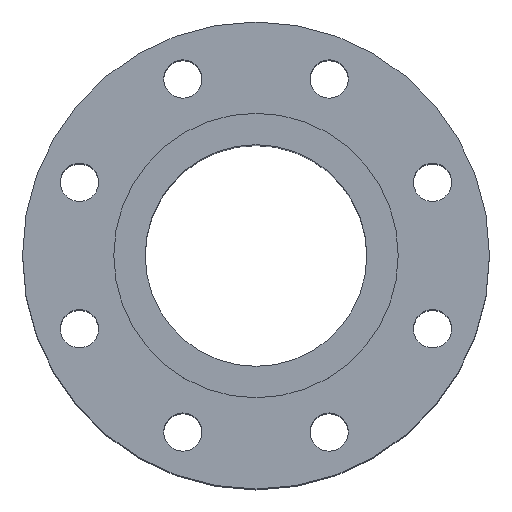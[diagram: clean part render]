
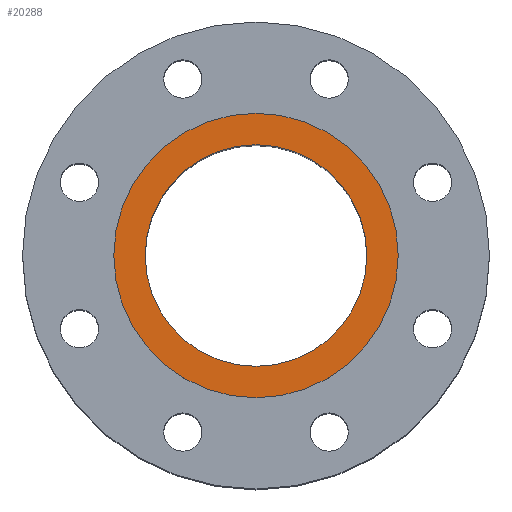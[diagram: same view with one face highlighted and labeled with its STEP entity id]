
A CAD part, top view. The second image highlights one B-rep face of the part: STEP entity #20288.
In plain terms, the highlighted planar face has unit normal (0, 0, 1).
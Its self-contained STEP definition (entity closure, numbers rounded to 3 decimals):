
#188 = EDGE_LOOP ( 'NONE', ( #1785, #6801 ) ) ;
#601 = FACE_OUTER_BOUND ( 'NONE', #29549, .T. ) ;
#1785 = ORIENTED_EDGE ( 'NONE', *, *, #17074, .F. ) ;
#4055 = AXIS2_PLACEMENT_3D ( 'NONE', #13711, #22876, #27230 ) ;
#4162 = DIRECTION ( 'NONE',  ( 0., 0., 1. ) ) ;
#4539 = DIRECTION ( 'NONE',  ( 1., 0., 0. ) ) ;
#6253 = CARTESIAN_POINT ( 'NONE',  ( -67., 0., 0. ) ) ;
#6258 = CARTESIAN_POINT ( 'NONE',  ( 67., 0., 0. ) ) ;
#6801 = ORIENTED_EDGE ( 'NONE', *, *, #19489, .F. ) ;
#7394 = DIRECTION ( 'NONE',  ( 0., 0., 1. ) ) ;
#7511 = PLANE ( 'NONE',  #13512 ) ;
#7652 = FACE_BOUND ( 'NONE', #188, .T. ) ;
#9464 = DIRECTION ( 'NONE',  ( 0., 0., -1. ) ) ;
#9775 = CARTESIAN_POINT ( 'NONE',  ( 0., 67., 0. ) ) ;
#11275 = CIRCLE ( 'NONE', #4055, 52.2 ) ;
#12035 = AXIS2_PLACEMENT_3D ( 'NONE', #14144, #7394, #4539 ) ;
#12095 = CARTESIAN_POINT ( 'NONE',  ( -52.2, 0., 0. ) ) ;
#13512 = AXIS2_PLACEMENT_3D ( 'NONE', #9775, #9464, #25519 ) ;
#13619 = CIRCLE ( 'NONE', #19871, 67. ) ;
#13711 = CARTESIAN_POINT ( 'NONE',  ( 0., 0., 0. ) ) ;
#13749 = EDGE_CURVE ( 'NONE', #22910, #15972, #13619, .T. ) ;
#14144 = CARTESIAN_POINT ( 'NONE',  ( 0., 0., 0. ) ) ;
#14294 = VERTEX_POINT ( 'NONE', #28513 ) ;
#14466 = ORIENTED_EDGE ( 'NONE', *, *, #13749, .T. ) ;
#15148 = AXIS2_PLACEMENT_3D ( 'NONE', #15707, #4162, #17669 ) ;
#15707 = CARTESIAN_POINT ( 'NONE',  ( 0., 0., 0. ) ) ;
#15972 = VERTEX_POINT ( 'NONE', #6253 ) ;
#17074 = EDGE_CURVE ( 'NONE', #14294, #19880, #11275, .T. ) ;
#17669 = DIRECTION ( 'NONE',  ( 1., 0., 0. ) ) ;
#19489 = EDGE_CURVE ( 'NONE', #19880, #14294, #24726, .T. ) ;
#19871 = AXIS2_PLACEMENT_3D ( 'NONE', #29597, #27347, #22706 ) ;
#19880 = VERTEX_POINT ( 'NONE', #12095 ) ;
#20288 = ADVANCED_FACE ( 'NONE', ( #7652, #601 ), #7511, .F. ) ;
#22706 = DIRECTION ( 'NONE',  ( 1., 0., 0. ) ) ;
#22876 = DIRECTION ( 'NONE',  ( 0., 0., 1. ) ) ;
#22910 = VERTEX_POINT ( 'NONE', #6258 ) ;
#23435 = EDGE_CURVE ( 'NONE', #15972, #22910, #28809, .T. ) ;
#23801 = ORIENTED_EDGE ( 'NONE', *, *, #23435, .T. ) ;
#24726 = CIRCLE ( 'NONE', #15148, 52.2 ) ;
#25519 = DIRECTION ( 'NONE',  ( -1., 0., 0. ) ) ;
#27230 = DIRECTION ( 'NONE',  ( 1., 0., 0. ) ) ;
#27347 = DIRECTION ( 'NONE',  ( 0., 0., 1. ) ) ;
#28513 = CARTESIAN_POINT ( 'NONE',  ( 52.2, 0., 0. ) ) ;
#28809 = CIRCLE ( 'NONE', #12035, 67. ) ;
#29549 = EDGE_LOOP ( 'NONE', ( #14466, #23801 ) ) ;
#29597 = CARTESIAN_POINT ( 'NONE',  ( 0., 0., 0. ) ) ;
